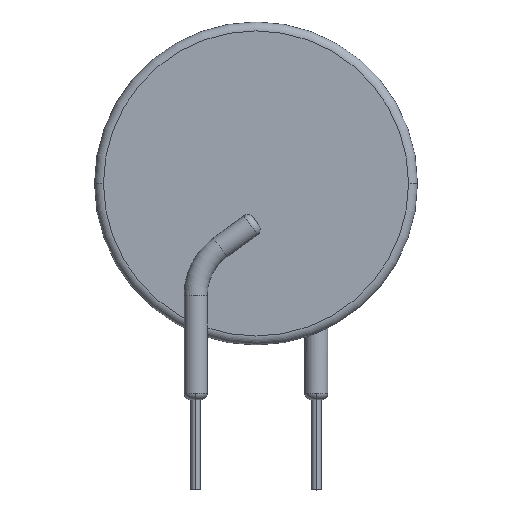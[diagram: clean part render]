
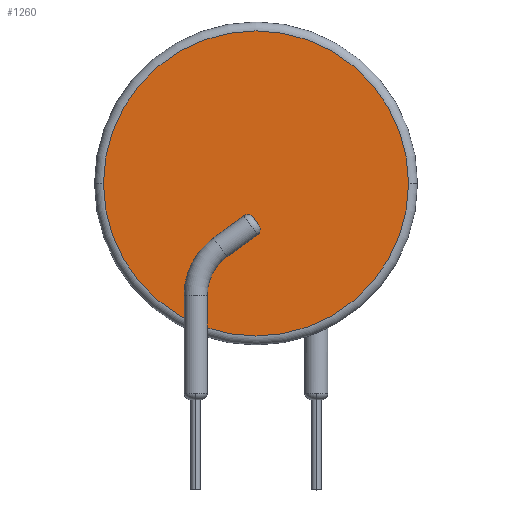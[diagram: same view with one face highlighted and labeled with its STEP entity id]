
A CAD part, top view. The second image highlights one B-rep face of the part: STEP entity #1260.
In plain terms, the highlighted planar face has unit normal (0, 0, 1).
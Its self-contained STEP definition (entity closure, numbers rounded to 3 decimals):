
#3 = FACE_BOUND ( 'NONE', #237, .T. ) ;
#44 = CARTESIAN_POINT ( 'NONE',  ( 0., 0., 1.5 ) ) ;
#45 = DIRECTION ( 'NONE',  ( 1., 0., 0. ) ) ;
#64 = DIRECTION ( 'NONE',  ( 0., 0., 1. ) ) ;
#65 = DIRECTION ( 'NONE',  ( 0., 0., 1. ) ) ;
#107 = CIRCLE ( 'NONE', #417, 0.5 ) ;
#142 = EDGE_LOOP ( 'NONE', ( #443, #701 ) ) ;
#143 = EDGE_CURVE ( 'NONE', #997, #807, #1105, .T. ) ;
#157 = DIRECTION ( 'NONE',  ( 0., 0., 1. ) ) ;
#201 = AXIS2_PLACEMENT_3D ( 'NONE', #392, #1355, #1376 ) ;
#221 = CIRCLE ( 'NONE', #480, 12.839 ) ;
#236 = FACE_OUTER_BOUND ( 'NONE', #142, .T. ) ;
#237 = EDGE_LOOP ( 'NONE', ( #1390, #352 ) ) ;
#253 = DIRECTION ( 'NONE',  ( 1., 0., 0. ) ) ;
#258 = EDGE_CURVE ( 'NONE', #1328, #1116, #543, .T. ) ;
#263 = CARTESIAN_POINT ( 'NONE',  ( -5.08, -10.689, 1.5 ) ) ;
#324 = DIRECTION ( 'NONE',  ( 1., 0., 0. ) ) ;
#333 = CARTESIAN_POINT ( 'NONE',  ( -1.38, -4.189, 1.5 ) ) ;
#352 = ORIENTED_EDGE ( 'NONE', *, *, #1020, .F. ) ;
#392 = CARTESIAN_POINT ( 'NONE',  ( -1.38, -4.189, 1.5 ) ) ;
#417 = AXIS2_PLACEMENT_3D ( 'NONE', #333, #579, #879 ) ;
#443 = ORIENTED_EDGE ( 'NONE', *, *, #258, .T. ) ;
#451 = PLANE ( 'NONE',  #1395 ) ;
#474 = ORIENTED_EDGE ( 'NONE', *, *, #143, .F. ) ;
#480 = AXIS2_PLACEMENT_3D ( 'NONE', #1298, #969, #324 ) ;
#485 = DIRECTION ( 'NONE',  ( 1., 0., 0. ) ) ;
#543 = CIRCLE ( 'NONE', #1200, 12.839 ) ;
#579 = DIRECTION ( 'NONE',  ( 0., 0., 1. ) ) ;
#633 = CARTESIAN_POINT ( 'NONE',  ( -12.839, 0., 1.5 ) ) ;
#701 = ORIENTED_EDGE ( 'NONE', *, *, #794, .T. ) ;
#794 = EDGE_CURVE ( 'NONE', #1116, #1328, #221, .T. ) ;
#807 = VERTEX_POINT ( 'NONE', #1397 ) ;
#837 = CARTESIAN_POINT ( 'NONE',  ( -0.88, -4.189, 1.5 ) ) ;
#879 = DIRECTION ( 'NONE',  ( 1., 0., 0. ) ) ;
#883 = DIRECTION ( 'NONE',  ( 1., 0., 0. ) ) ;
#969 = DIRECTION ( 'NONE',  ( 0., 0., 1. ) ) ;
#974 = CIRCLE ( 'NONE', #201, 0.5 ) ;
#977 = VERTEX_POINT ( 'NONE', #1139 ) ;
#991 = CARTESIAN_POINT ( 'NONE',  ( 0., 0., 1.5 ) ) ;
#997 = VERTEX_POINT ( 'NONE', #1126 ) ;
#1007 = FACE_BOUND ( 'NONE', #1009, .T. ) ;
#1009 = EDGE_LOOP ( 'NONE', ( #1028, #474 ) ) ;
#1020 = EDGE_CURVE ( 'NONE', #977, #1049, #974, .T. ) ;
#1028 = ORIENTED_EDGE ( 'NONE', *, *, #1307, .F. ) ;
#1049 = VERTEX_POINT ( 'NONE', #837 ) ;
#1105 = CIRCLE ( 'NONE', #1129, 0.5 ) ;
#1116 = VERTEX_POINT ( 'NONE', #633 ) ;
#1126 = CARTESIAN_POINT ( 'NONE',  ( -5.58, -10.689, 1.5 ) ) ;
#1129 = AXIS2_PLACEMENT_3D ( 'NONE', #1261, #64, #253 ) ;
#1139 = CARTESIAN_POINT ( 'NONE',  ( -1.88, -4.189, 1.5 ) ) ;
#1200 = AXIS2_PLACEMENT_3D ( 'NONE', #44, #157, #485 ) ;
#1230 = CIRCLE ( 'NONE', #1346, 0.5 ) ;
#1239 = EDGE_CURVE ( 'NONE', #1049, #977, #107, .T. ) ;
#1260 = ADVANCED_FACE ( 'NONE', ( #1007, #3, #236 ), #451, .T. ) ;
#1261 = CARTESIAN_POINT ( 'NONE',  ( -5.08, -10.689, 1.5 ) ) ;
#1266 = CARTESIAN_POINT ( 'NONE',  ( 12.839, 0., 1.5 ) ) ;
#1298 = CARTESIAN_POINT ( 'NONE',  ( 0., 0., 1.5 ) ) ;
#1307 = EDGE_CURVE ( 'NONE', #807, #997, #1230, .T. ) ;
#1324 = DIRECTION ( 'NONE',  ( 0., 0., 1. ) ) ;
#1328 = VERTEX_POINT ( 'NONE', #1266 ) ;
#1346 = AXIS2_PLACEMENT_3D ( 'NONE', #263, #65, #45 ) ;
#1355 = DIRECTION ( 'NONE',  ( 0., 0., 1. ) ) ;
#1376 = DIRECTION ( 'NONE',  ( 1., 0., 0. ) ) ;
#1390 = ORIENTED_EDGE ( 'NONE', *, *, #1239, .F. ) ;
#1395 = AXIS2_PLACEMENT_3D ( 'NONE', #991, #1324, #883 ) ;
#1397 = CARTESIAN_POINT ( 'NONE',  ( -4.58, -10.689, 1.5 ) ) ;
